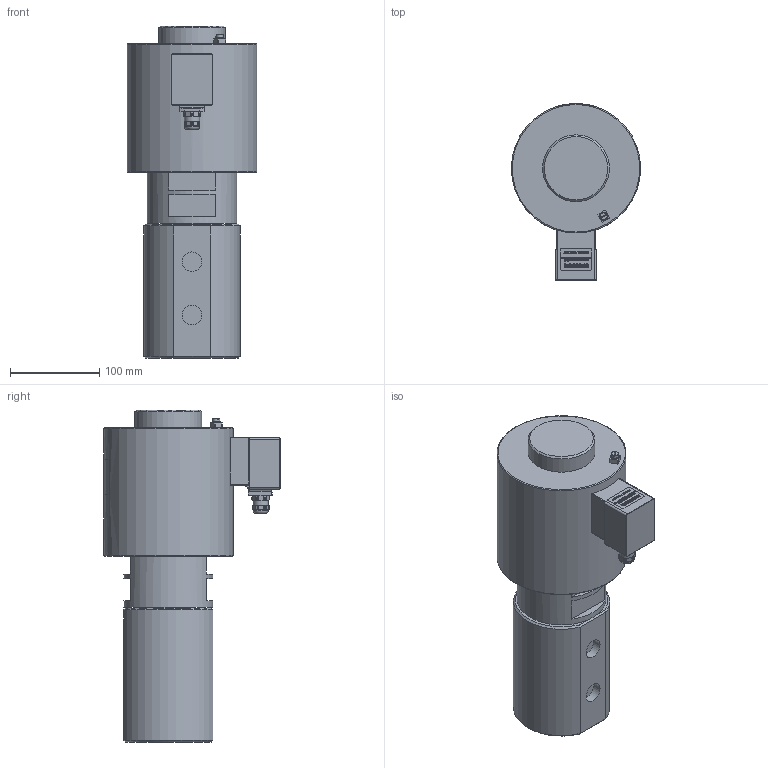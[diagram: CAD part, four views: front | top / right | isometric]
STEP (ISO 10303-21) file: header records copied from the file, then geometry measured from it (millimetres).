
FILE_DESCRIPTION(/* description */ ('3D-Modell'),/* implementation_level */ '2;1');
FILE_NAME(/* name */ '073.001390_3-045-25-0815-.358.stp',/* time_stamp */ '2023-08-02T10:32:02+02:00',/* author */ ('EToews'),/* organization */ (''),/* preprocessor_version */ 'ST-DEVELOPER v16.1',/* originating_system */ 'Autodesk Inventor 2016',/* authorisation */ '');
FILE_SCHEMA (('AUTOMOTIVE_DESIGN { 1 0 10303 214 3 1 1 }'));
Products named in the file (1): 88-006032
Bounding box: 145 x 198.04 x 372.2 mm (x, y, z)
Volume: 4366159 mm3; surface area: 206804.2 mm2
Topology: 1 solids, 1 shells, 2028 faces, 5537 edges, 3666 vertices
Faces by surface type: plane 1143, bspline 757, cylinder 80, cone 35, torus 13
Full cylindrical faces by diameter (mm): 4 x2, 4.51 x1, 17 x2, 22 x3, 25 x1, 57 x1, 75 x1, 100 x1, 145 x1
Entity records: 70346 total; most frequent: CARTESIAN_POINT 22537, ORIENTED_EDGE 11018, DIRECTION 6535, EDGE_CURVE 5509, VERTEX_POINT 3660, LINE 3659, VECTOR 3659, EDGE_LOOP 2207
